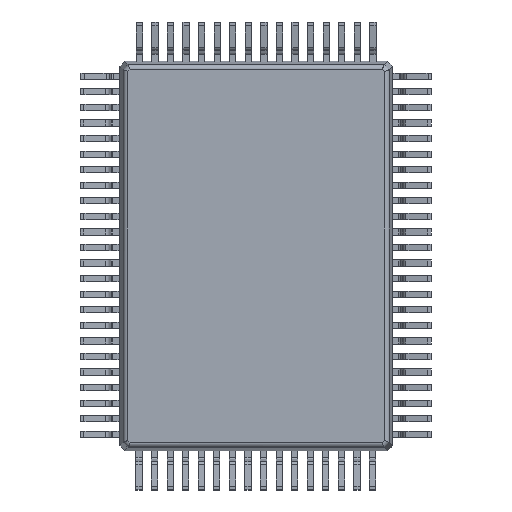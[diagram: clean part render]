
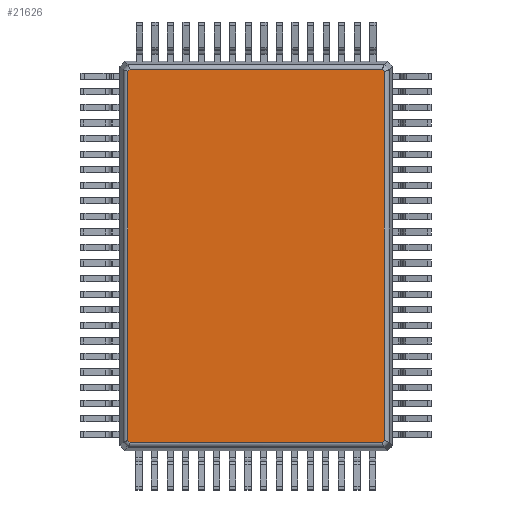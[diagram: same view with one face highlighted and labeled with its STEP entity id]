
A CAD part, front view. The second image highlights one B-rep face of the part: STEP entity #21626.
In plain terms, the highlighted planar face has unit normal (0, -1, 0).
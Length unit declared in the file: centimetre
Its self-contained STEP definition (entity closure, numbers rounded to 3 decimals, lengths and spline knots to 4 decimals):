
#211=LINE('',#31278,#2779);
#212=LINE('',#31285,#2780);
#215=LINE('',#31304,#2783);
#217=LINE('',#31313,#2785);
#218=LINE('',#31316,#2786);
#220=LINE('',#31325,#2788);
#223=LINE('',#31329,#2791);
#225=LINE('',#31332,#2793);
#2779=VECTOR('',#24873,1.);
#2780=VECTOR('',#24880,1.);
#2783=VECTOR('',#24897,1.);
#2785=VECTOR('',#24907,1.);
#2786=VECTOR('',#24910,1.);
#2788=VECTOR('',#24920,1.);
#2791=VECTOR('',#24925,1.);
#2793=VECTOR('',#24929,1.);
#5351=PLANE('',#22970);
#6269=FACE_OUTER_BOUND('',#7514,.T.);
#7514=EDGE_LOOP('',(#14858,#14859,#14860,#14861,#14862,#14863,#14864,#14865));
#9392=VERTEX_POINT('',#31275);
#9393=VERTEX_POINT('',#31277);
#9395=VERTEX_POINT('',#31283);
#9396=VERTEX_POINT('',#31284);
#9404=VERTEX_POINT('',#31301);
#9405=VERTEX_POINT('',#31303);
#9408=VERTEX_POINT('',#31311);
#9409=VERTEX_POINT('',#31315);
#11554=EDGE_CURVE('',#9392,#9393,#211,.T.);
#11557=EDGE_CURVE('',#9395,#9396,#212,.T.);
#11566=EDGE_CURVE('',#9404,#9405,#215,.T.);
#11571=EDGE_CURVE('',#9408,#9404,#217,.T.);
#11572=EDGE_CURVE('',#9409,#9408,#218,.T.);
#11577=EDGE_CURVE('',#9396,#9409,#220,.T.);
#11580=EDGE_CURVE('',#9405,#9392,#223,.T.);
#11582=EDGE_CURVE('',#9393,#9395,#225,.T.);
#14858=ORIENTED_EDGE('',*,*,#11566,.F.);
#14859=ORIENTED_EDGE('',*,*,#11571,.F.);
#14860=ORIENTED_EDGE('',*,*,#11572,.F.);
#14861=ORIENTED_EDGE('',*,*,#11577,.F.);
#14862=ORIENTED_EDGE('',*,*,#11557,.F.);
#14863=ORIENTED_EDGE('',*,*,#11582,.F.);
#14864=ORIENTED_EDGE('',*,*,#11554,.F.);
#14865=ORIENTED_EDGE('',*,*,#11580,.F.);
#21626=ADVANCED_FACE('',(#6269),#5351,.F.);
#22970=AXIS2_PLACEMENT_3D('',#31359,#24951,#24952);
#24873=DIRECTION('',(-1.,0.,0.));
#24880=DIRECTION('',(0.,0.,1.));
#24897=DIRECTION('',(0.,0.,-1.));
#24907=DIRECTION('',(0.707,0.,-0.707));
#24910=DIRECTION('',(1.,0.,0.));
#24920=DIRECTION('',(0.707,0.,0.707));
#24925=DIRECTION('',(-0.707,0.,-0.707));
#24929=DIRECTION('',(-0.707,0.,0.707));
#24951=DIRECTION('center_axis',(0.,1.,0.));
#24952=DIRECTION('ref_axis',(0.,0.,1.));
#31275=CARTESIAN_POINT('',(-0.0679,0.014,-1.9749));
#31277=CARTESIAN_POINT('',(-1.3639,0.014,-1.9749));
#31278=CARTESIAN_POINT('',(-0.7159,0.014,-1.9749));
#31283=CARTESIAN_POINT('',(-1.3749,0.014,-1.9639));
#31284=CARTESIAN_POINT('',(-1.3749,0.014,-0.0679));
#31285=CARTESIAN_POINT('',(-1.3749,0.014,-1.0159));
#31301=CARTESIAN_POINT('',(-0.0568,0.014,-0.0679));
#31303=CARTESIAN_POINT('',(-0.0568,0.014,-1.9639));
#31304=CARTESIAN_POINT('',(-0.0568,0.014,-1.0159));
#31311=CARTESIAN_POINT('',(-0.0679,0.014,-0.0568));
#31313=CARTESIAN_POINT('',(0.0126,0.014,-0.1374));
#31315=CARTESIAN_POINT('',(-1.3639,0.014,-0.0568));
#31316=CARTESIAN_POINT('',(-0.7159,0.014,-0.0568));
#31325=CARTESIAN_POINT('',(-1.4444,0.014,-0.1374));
#31329=CARTESIAN_POINT('',(0.0126,0.014,-1.8944));
#31332=CARTESIAN_POINT('',(-1.4444,0.014,-1.8944));
#31359=CARTESIAN_POINT('Origin',(-0.7159,0.014,-1.0159));
